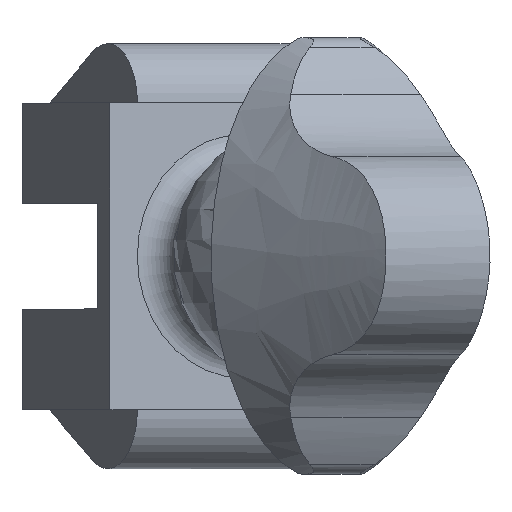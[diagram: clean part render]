
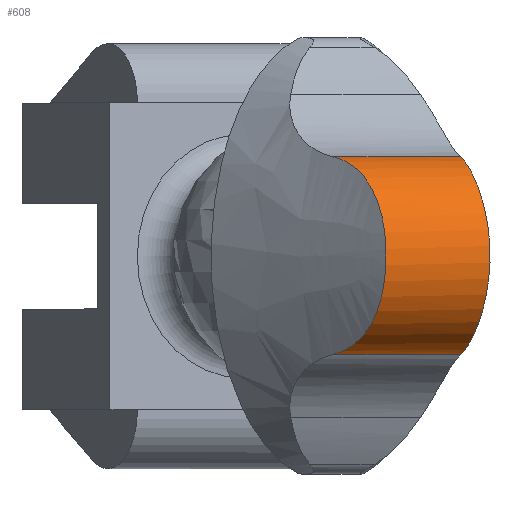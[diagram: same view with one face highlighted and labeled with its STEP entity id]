
A CAD part, top view. The second image highlights one B-rep face of the part: STEP entity #608.
In plain terms, the highlighted cylindrical face has radius 4 mm (diameter 8 mm), a partial arc.
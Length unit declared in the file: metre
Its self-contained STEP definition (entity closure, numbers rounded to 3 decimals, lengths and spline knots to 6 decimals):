
#16=CYLINDRICAL_SURFACE('',#658,0.004);
#36=B_SPLINE_CURVE_WITH_KNOTS('',3,(#1017,#1018,#1019,#1020,#1021,#1022,
#1023),.UNSPECIFIED.,.F.,.F.,(4,1,1,1,4),(0.,0.0028,
0.0056,0.0084,0.0112),
 .UNSPECIFIED.);
#42=B_SPLINE_CURVE_WITH_KNOTS('',3,(#1282,#1283,#1284,#1285,#1286,#1287,
#1288),.UNSPECIFIED.,.F.,.F.,(4,1,1,1,4),(0.,0.0028,
0.0056,0.0084,0.0112),
 .UNSPECIFIED.);
#172=ORIENTED_EDGE('',*,*,#291,.T.);
#173=ORIENTED_EDGE('',*,*,#283,.F.);
#174=ORIENTED_EDGE('',*,*,#292,.F.);
#175=ORIENTED_EDGE('',*,*,#232,.F.);
#232=EDGE_CURVE('',#317,#318,#36,.T.);
#283=EDGE_CURVE('',#350,#351,#42,.T.);
#291=EDGE_CURVE('',#317,#351,#412,.T.);
#292=EDGE_CURVE('',#318,#350,#413,.T.);
#317=VERTEX_POINT('',#1016);
#318=VERTEX_POINT('',#1024);
#350=VERTEX_POINT('',#1281);
#351=VERTEX_POINT('',#1289);
#412=LINE('',#1315,#474);
#413=LINE('',#1317,#475);
#474=VECTOR('',#779,1.);
#475=VECTOR('',#782,1.);
#508=EDGE_LOOP('',(#172,#173,#174,#175));
#548=FACE_BOUND('',#508,.T.);
#608=ADVANCED_FACE('',(#548),#16,.T.);
#658=AXIS2_PLACEMENT_3D('',#1316,#780,#781);
#779=DIRECTION('',(0.866,0.,-0.5));
#780=DIRECTION('',(0.866,0.,-0.5));
#781=DIRECTION('',(-0.5,0.,-0.866));
#782=DIRECTION('',(0.866,0.,-0.5));
#1016=CARTESIAN_POINT('',(0.310966,-0.003938,0.128475));
#1017=CARTESIAN_POINT('',(0.310966,-0.003938,0.128475));
#1018=CARTESIAN_POINT('',(0.311658,-0.003779,0.129101));
#1019=CARTESIAN_POINT('',(0.312757,-0.002815,0.130447));
#1020=CARTESIAN_POINT('',(0.313251,0.,0.131362));
#1021=CARTESIAN_POINT('',(0.312759,0.002812,0.130449));
#1022=CARTESIAN_POINT('',(0.311658,0.003779,0.129101));
#1023=CARTESIAN_POINT('',(0.310966,0.003938,0.128475));
#1024=CARTESIAN_POINT('',(0.310966,0.003938,0.128475));
#1281=CARTESIAN_POINT('',(0.31605,0.003938,0.12554));
#1282=CARTESIAN_POINT('',(0.31605,0.003938,0.12554));
#1283=CARTESIAN_POINT('',(0.316246,0.003779,0.126452));
#1284=CARTESIAN_POINT('',(0.316861,0.002815,0.128077));
#1285=CARTESIAN_POINT('',(0.317407,0.,0.128963));
#1286=CARTESIAN_POINT('',(0.316862,-0.002812,0.12808));
#1287=CARTESIAN_POINT('',(0.316246,-0.003779,0.126452));
#1288=CARTESIAN_POINT('',(0.31605,-0.003938,0.12554));
#1289=CARTESIAN_POINT('',(0.31605,-0.003938,0.12554));
#1315=CARTESIAN_POINT('',(0.308743,-0.003938,0.129758));
#1316=CARTESIAN_POINT('',(0.308391,0.,0.12915));
#1317=CARTESIAN_POINT('',(0.308743,0.003938,0.129758));
